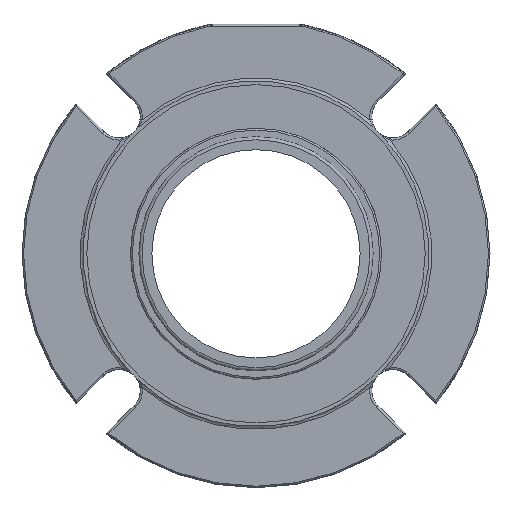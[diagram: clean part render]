
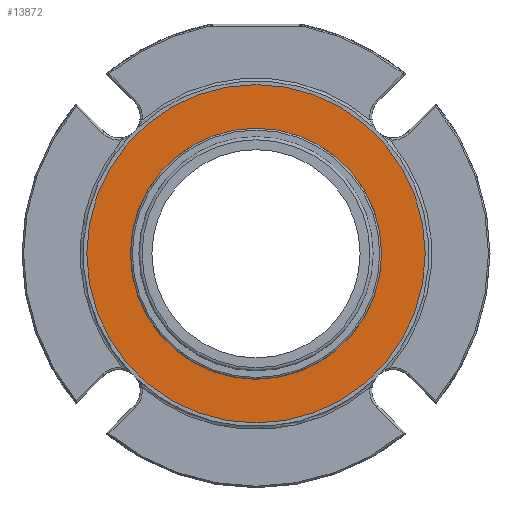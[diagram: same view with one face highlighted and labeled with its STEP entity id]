
A CAD part, front view. The second image highlights one B-rep face of the part: STEP entity #13872.
In plain terms, the highlighted planar face has unit normal (0, -1, 0).
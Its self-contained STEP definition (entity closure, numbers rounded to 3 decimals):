
#1882=PLANE('',#14879);
#4712=ORIENTED_EDGE('',*,*,#6168,.F.);
#4713=ORIENTED_EDGE('',*,*,#6167,.T.);
#6167=EDGE_CURVE('',#7100,#7100,#7578,.T.);
#6168=EDGE_CURVE('',#7101,#7101,#7579,.T.);
#7100=VERTEX_POINT('',#24832);
#7101=VERTEX_POINT('',#24835);
#7578=CIRCLE('',#14878,82.55);
#7579=CIRCLE('',#14880,61.278);
#8253=EDGE_LOOP('',(#4712));
#8254=EDGE_LOOP('',(#4713));
#8941=FACE_BOUND('',#8253,.T.);
#8942=FACE_BOUND('',#8254,.T.);
#13872=ADVANCED_FACE('',(#8941,#8942),#1882,.T.);
#14878=AXIS2_PLACEMENT_3D('',#24831,#17364,#17365);
#14879=AXIS2_PLACEMENT_3D('',#24833,#17366,#17367);
#14880=AXIS2_PLACEMENT_3D('',#24834,#17368,#17369);
#17364=DIRECTION('',(0.,-1.,0.));
#17365=DIRECTION('',(0.,0.,1.));
#17366=DIRECTION('',(0.,-1.,0.));
#17367=DIRECTION('',(0.,0.,1.));
#17368=DIRECTION('',(0.,-1.,0.));
#17369=DIRECTION('',(0.,0.,-1.));
#24831=CARTESIAN_POINT('',(0.,31.191,0.));
#24832=CARTESIAN_POINT('',(0.,31.191,82.55));
#24833=CARTESIAN_POINT('',(0.,31.191,68.263));
#24834=CARTESIAN_POINT('',(0.,31.191,0.));
#24835=CARTESIAN_POINT('',(0.,31.191,-61.278));
